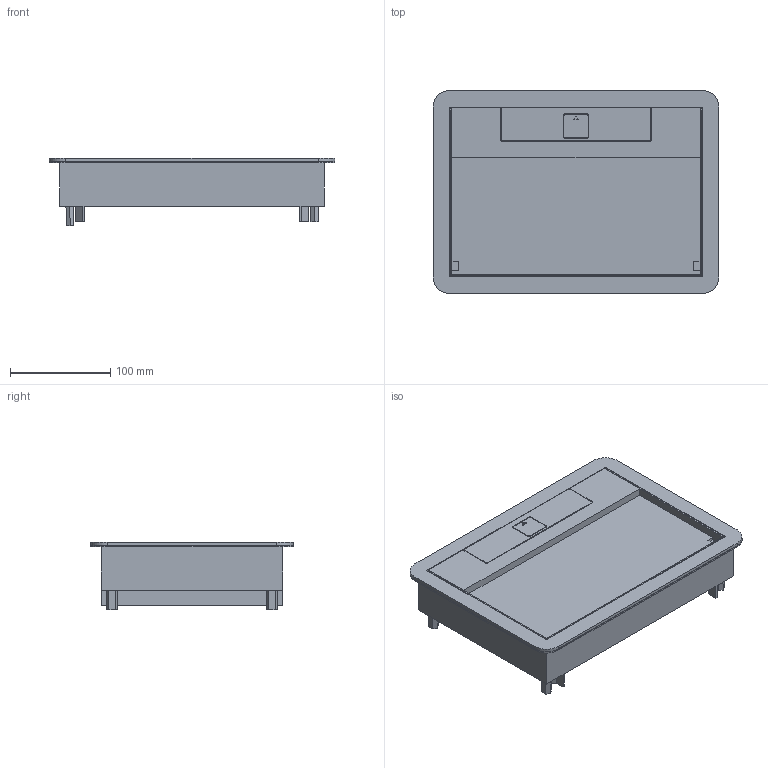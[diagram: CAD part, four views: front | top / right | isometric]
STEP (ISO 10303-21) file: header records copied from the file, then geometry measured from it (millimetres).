
FILE_DESCRIPTION(('CATIA V5 STEP Exchange','CAx-IF Rec.Pracs.--- Composite Materials ---3.4---2017-06-13'),'2;1');
FILE_NAME('LG-080733-S-closed.stp','2025-05-02T15:13:47+00:00',('none'),('none'),'CATIA Version 5-6 Release 2020','CATIA V5 STEP AP203 v1','none');
FILE_SCHEMA(('CONFIG_CONTROL_DESIGN'));
Length unit declared in the file: millimetre
Products named in the file (2): A029387_A; A027503_A
Assembly tree (4 placements, depth 3):
  A029387_A
    #57
    A027503_A
      #3539
    #9179
Bounding box: 285 x 202.02 x 67.77 mm (x, y, z)
Volume: 586961 mm3; surface area: 385949.7 mm2
Topology: 3 solids, 3 shells, 618 faces, 1836 edges, 1206 vertices
Faces by surface type: plane 493, cylinder 117, extrusion 8
Entity records: 19362 total; most frequent: ORIENTED_EDGE 3672, CARTESIAN_POINT 3502, DIRECTION 2610, EDGE_CURVE 1836, VECTOR 1544, LINE 1536, VERTEX_POINT 1206, EDGE_LOOP 684
